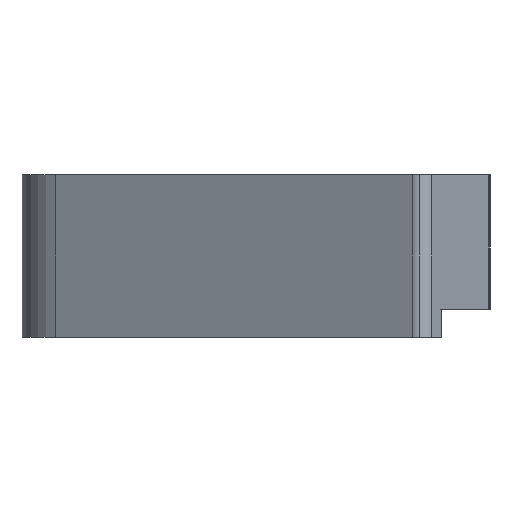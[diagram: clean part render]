
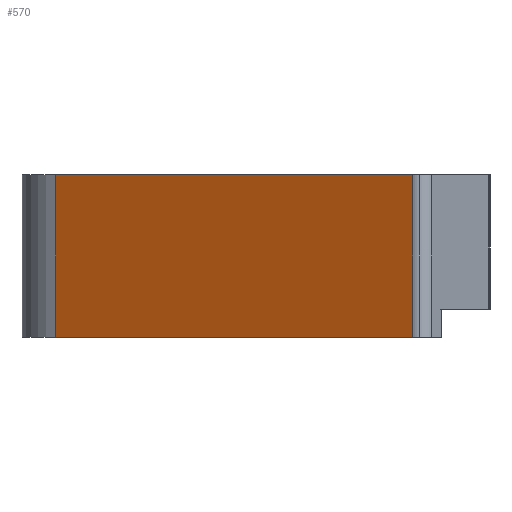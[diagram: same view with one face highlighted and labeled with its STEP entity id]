
A CAD part, left-side view. The second image highlights one B-rep face of the part: STEP entity #570.
In plain terms, the highlighted planar face has unit normal (-0.866, 0.5, 0).
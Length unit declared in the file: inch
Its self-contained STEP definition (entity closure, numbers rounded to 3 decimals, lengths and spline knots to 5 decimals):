
#77 = VERTEX_POINT ( 'NONE', #340 ) ;
#150 = EDGE_CURVE ( 'NONE', #635, #514, #405, .T. ) ;
#157 = VECTOR ( 'NONE', #173, 39.37008 ) ;
#161 = VECTOR ( 'NONE', #290, 39.37008 ) ;
#173 = DIRECTION ( 'NONE',  ( -0.5, -0.866, 0. ) ) ;
#207 = CARTESIAN_POINT ( 'NONE',  ( -0.47756, 0.58982, -0.11417 ) ) ;
#290 = DIRECTION ( 'NONE',  ( -0.5, -0.866, 0. ) ) ;
#340 = CARTESIAN_POINT ( 'NONE',  ( -0.47756, 0.58982, -0.11417 ) ) ;
#346 = PLANE ( 'NONE',  #947 ) ;
#394 = FACE_OUTER_BOUND ( 'NONE', #1089, .T. ) ;
#405 = LINE ( 'NONE', #434, #157 ) ;
#422 = CARTESIAN_POINT ( 'NONE',  ( -0.47756, 0.58982, 0.11417 ) ) ;
#434 = CARTESIAN_POINT ( 'NONE',  ( -0.47756, 0.58982, 0.11417 ) ) ;
#437 = ORIENTED_EDGE ( 'NONE', *, *, #150, .F. ) ;
#502 = VERTEX_POINT ( 'NONE', #650 ) ;
#514 = VERTEX_POINT ( 'NONE', #920 ) ;
#522 = CARTESIAN_POINT ( 'NONE',  ( -0.47756, 0.58982, 0.11417 ) ) ;
#561 = VECTOR ( 'NONE', #809, 39.37008 ) ;
#570 = ADVANCED_FACE ( 'NONE', ( #394 ), #346, .F. ) ;
#597 = ORIENTED_EDGE ( 'NONE', *, *, #773, .T. ) ;
#602 = ORIENTED_EDGE ( 'NONE', *, *, #863, .F. ) ;
#635 = VERTEX_POINT ( 'NONE', #522 ) ;
#650 = CARTESIAN_POINT ( 'NONE',  ( -0.76693, 0.08861, -0.11417 ) ) ;
#677 = LINE ( 'NONE', #207, #161 ) ;
#678 = LINE ( 'NONE', #422, #693 ) ;
#693 = VECTOR ( 'NONE', #1110, 39.37008 ) ;
#773 = EDGE_CURVE ( 'NONE', #77, #502, #677, .T. ) ;
#809 = DIRECTION ( 'NONE',  ( 0., 0., -1. ) ) ;
#863 = EDGE_CURVE ( 'NONE', #514, #502, #1045, .T. ) ;
#881 = DIRECTION ( 'NONE',  ( 0.866, -0.5, 0. ) ) ;
#920 = CARTESIAN_POINT ( 'NONE',  ( -0.76693, 0.08861, 0.11417 ) ) ;
#947 = AXIS2_PLACEMENT_3D ( 'NONE', #1048, #881, #949 ) ;
#949 = DIRECTION ( 'NONE',  ( 0.5, 0.866, 0. ) ) ;
#982 = CARTESIAN_POINT ( 'NONE',  ( -0.76693, 0.08861, 0.11417 ) ) ;
#984 = ORIENTED_EDGE ( 'NONE', *, *, #1106, .F. ) ;
#1045 = LINE ( 'NONE', #982, #561 ) ;
#1048 = CARTESIAN_POINT ( 'NONE',  ( -0.47756, 0.58982, 0.11417 ) ) ;
#1089 = EDGE_LOOP ( 'NONE', ( #602, #437, #984, #597 ) ) ;
#1106 = EDGE_CURVE ( 'NONE', #77, #635, #678, .T. ) ;
#1110 = DIRECTION ( 'NONE',  ( 0., 0., 1. ) ) ;
